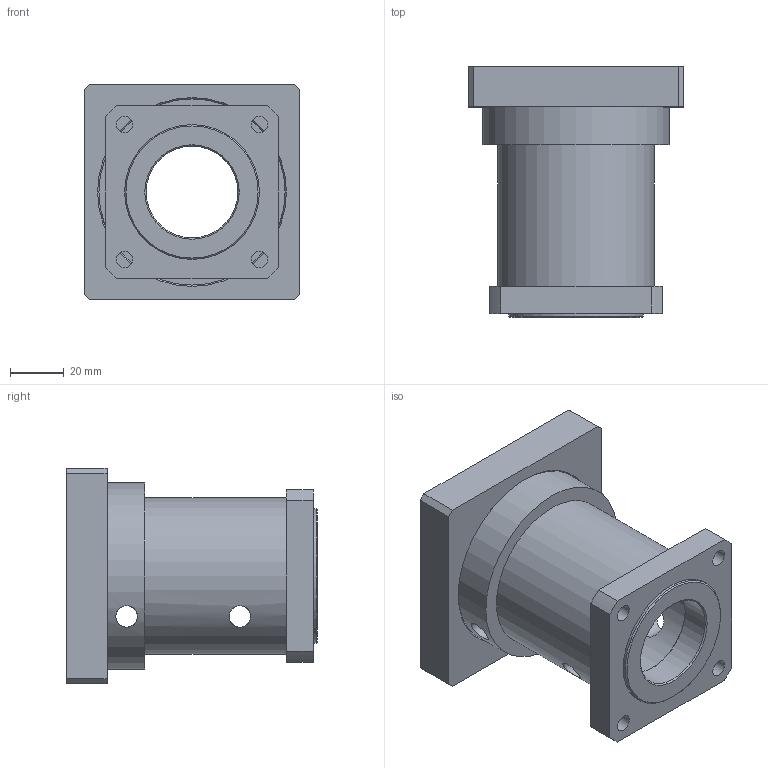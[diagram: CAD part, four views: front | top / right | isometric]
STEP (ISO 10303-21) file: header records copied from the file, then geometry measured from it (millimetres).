
FILE_DESCRIPTION(/* description */ (''),/* implementation_level */ '2;1');
FILE_NAME(/* name */ 'VK MTJ80 80 X 80 GESM1924.stp',/* time_stamp */ '2015-08-20T15:01:25+01:00',/* author */ ('Hypex'),/* organization */ ('Hypex'),/* preprocessor_version */ 'ST-DEVELOPER v15.2',/* originating_system */ 'Autodesk Inventor 2014',/* authorisation */ '');
FILE_SCHEMA (('AUTOMOTIVE_DESIGN { 1 0 10303 214 3 1 1 }'));
Length unit declared in the file: millimetre
Products named in the file (1): VK MTJ80 80 X 80 GESM1924
Bounding box: 80 x 93 x 80 mm (x, y, z)
Volume: 168737.5 mm3; surface area: 49570.9 mm2
Topology: 1 solids, 6 shells, 58 faces, 130 edges, 84 vertices
Faces by surface type: plane 24, cylinder 23, cone 11
Full cylindrical faces by diameter (mm): 4.134 x4, 6.2 x4, 8 x4, 34 x1, 48 x2, 50 x1, 58 x1, 69 x2
Entity records: 1772 total; most frequent: CARTESIAN_POINT 507, DIRECTION 246, ORIENTED_EDGE 184, EDGE_LOOP 108, AXIS2_PLACEMENT_3D 103, EDGE_CURVE 92, VERTEX_POINT 76, STYLED_ITEM 59
